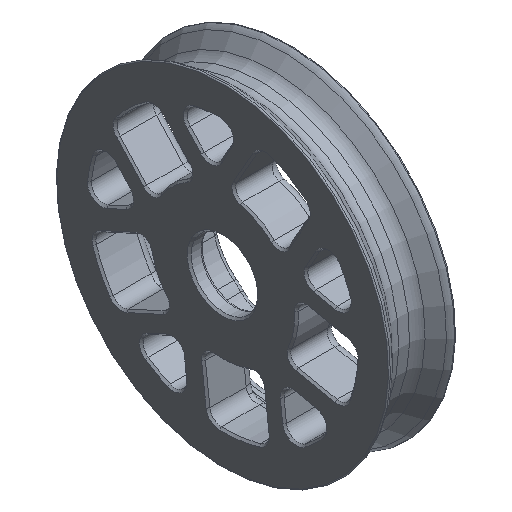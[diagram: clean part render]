
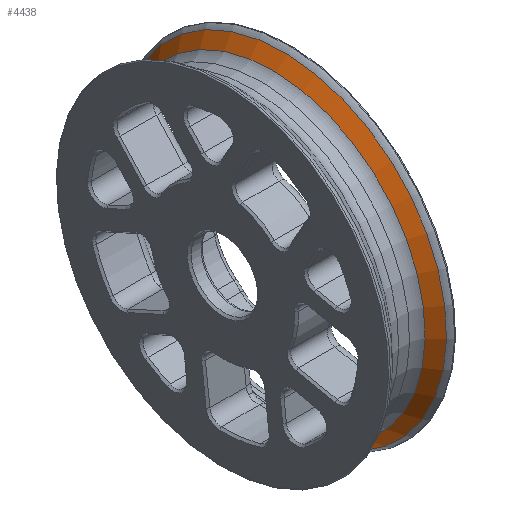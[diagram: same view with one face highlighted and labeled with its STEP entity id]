
A CAD part, isometric view. The second image highlights one B-rep face of the part: STEP entity #4438.
In plain terms, the highlighted conical face has half-angle 45 degrees and reference radius 33.014 mm.
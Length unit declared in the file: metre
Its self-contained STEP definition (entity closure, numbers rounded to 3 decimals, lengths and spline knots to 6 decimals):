
#656=CIRCLE('',#5047,0.031965);
#658=CIRCLE('',#5051,0.034201);
#1965=ORIENTED_EDGE('',*,*,#2629,.F.);
#1966=ORIENTED_EDGE('',*,*,#2627,.F.);
#2627=EDGE_CURVE('',#3012,#3012,#656,.T.);
#2629=EDGE_CURVE('',#3014,#3014,#658,.T.);
#3012=VERTEX_POINT('',#8660);
#3014=VERTEX_POINT('',#8666);
#3789=EDGE_LOOP('',(#1965));
#3790=EDGE_LOOP('',(#1966));
#4099=FACE_BOUND('',#3789,.T.);
#4100=FACE_BOUND('',#3790,.T.);
#4160=CONICAL_SURFACE('',#5050,0.033014,0.785);
#4438=ADVANCED_FACE('',(#4099,#4100),#4160,.T.);
#5047=AXIS2_PLACEMENT_3D('',#8659,#6478,#6479);
#5050=AXIS2_PLACEMENT_3D('',#8664,#6484,#6485);
#5051=AXIS2_PLACEMENT_3D('',#8665,#6486,#6487);
#6478=DIRECTION('',(-1.,0.,0.));
#6479=DIRECTION('',(0.,0.199,-0.98));
#6484=DIRECTION('',(1.,0.,0.));
#6485=DIRECTION('',(0.,-0.199,0.98));
#6486=DIRECTION('',(1.,0.,0.));
#6487=DIRECTION('',(0.,0.199,-0.98));
#8659=CARTESIAN_POINT('',(-0.188013,-0.170121,-0.02653));
#8660=CARTESIAN_POINT('',(-0.188013,-0.163747,-0.057854));
#8664=CARTESIAN_POINT('',(-0.186965,-0.170121,-0.02653));
#8665=CARTESIAN_POINT('',(-0.185778,-0.170121,-0.02653));
#8666=CARTESIAN_POINT('',(-0.185778,-0.163301,-0.060044));
